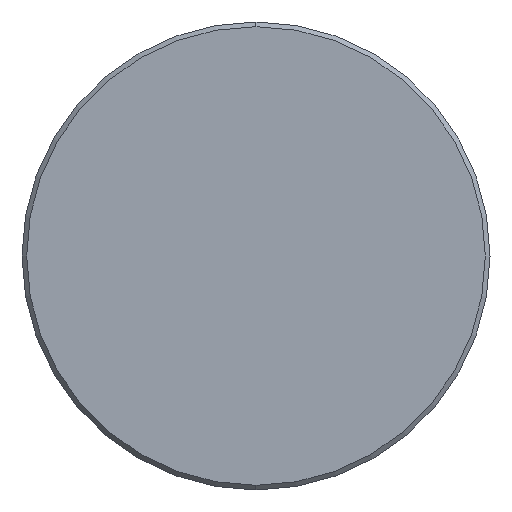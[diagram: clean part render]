
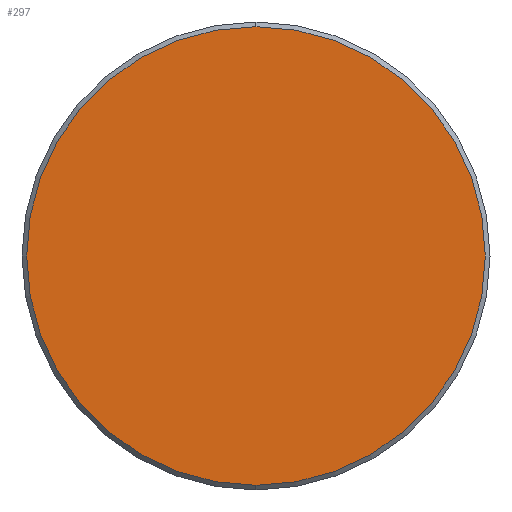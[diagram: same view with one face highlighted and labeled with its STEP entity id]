
A CAD part, left-side view. The second image highlights one B-rep face of the part: STEP entity #297.
In plain terms, the highlighted planar face has unit normal (-1, 0, 0).
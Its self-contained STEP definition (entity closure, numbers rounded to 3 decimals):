
#32 = EDGE_CURVE ( 'NONE', #136, #46, #327, .T. ) ;
#34 = ORIENTED_EDGE ( 'NONE', *, *, #231, .T. ) ;
#46 = VERTEX_POINT ( 'NONE', #242 ) ;
#69 = CARTESIAN_POINT ( 'NONE',  ( -181.6, 0., -14.7 ) ) ;
#75 = DIRECTION ( 'NONE',  ( 0., 0., 1. ) ) ;
#81 = FACE_OUTER_BOUND ( 'NONE', #368, .T. ) ;
#110 = PLANE ( 'NONE',  #123 ) ;
#123 = AXIS2_PLACEMENT_3D ( 'NONE', #342, #339, #124 ) ;
#124 = DIRECTION ( 'NONE',  ( 0., 0., 1. ) ) ;
#136 = VERTEX_POINT ( 'NONE', #69 ) ;
#231 = EDGE_CURVE ( 'NONE', #46, #136, #473, .T. ) ;
#242 = CARTESIAN_POINT ( 'NONE',  ( -181.6, 0., 14.7 ) ) ;
#277 = AXIS2_PLACEMENT_3D ( 'NONE', #300, #409, #75 ) ;
#285 = DIRECTION ( 'NONE',  ( 0., 0., 1. ) ) ;
#287 = CARTESIAN_POINT ( 'NONE',  ( -181.6, 0., 0. ) ) ;
#297 = ADVANCED_FACE ( 'NONE', ( #81 ), #110, .T. ) ;
#300 = CARTESIAN_POINT ( 'NONE',  ( -181.6, 0., 0. ) ) ;
#325 = AXIS2_PLACEMENT_3D ( 'NONE', #287, #389, #285 ) ;
#327 = CIRCLE ( 'NONE', #325, 14.7 ) ;
#339 = DIRECTION ( 'NONE',  ( -1., 0., 0. ) ) ;
#342 = CARTESIAN_POINT ( 'NONE',  ( -181.6, 15., 0. ) ) ;
#368 = EDGE_LOOP ( 'NONE', ( #400, #34 ) ) ;
#389 = DIRECTION ( 'NONE',  ( -1., 0., 0. ) ) ;
#400 = ORIENTED_EDGE ( 'NONE', *, *, #32, .T. ) ;
#409 = DIRECTION ( 'NONE',  ( -1., 0., 0. ) ) ;
#473 = CIRCLE ( 'NONE', #277, 14.7 ) ;
